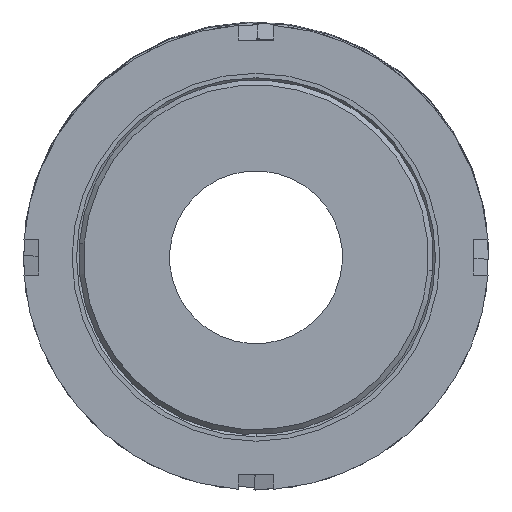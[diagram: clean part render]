
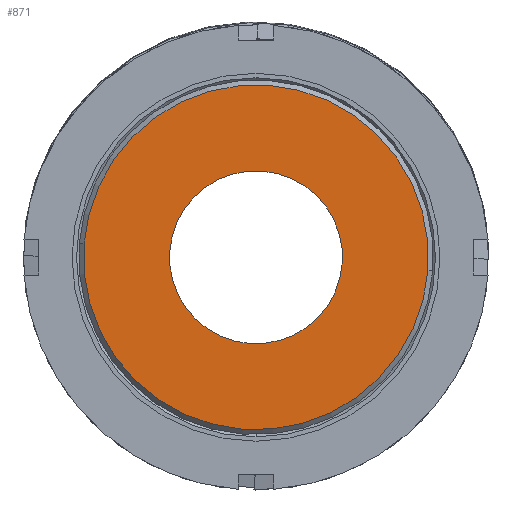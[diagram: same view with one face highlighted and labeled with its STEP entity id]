
A CAD part, front view. The second image highlights one B-rep face of the part: STEP entity #871.
In plain terms, the highlighted planar face has unit normal (0, -1, 0).
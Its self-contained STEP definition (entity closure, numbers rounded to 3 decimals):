
#19 = EDGE_CURVE ( 'NONE', #1970, #2752, #3183, .T. ) ;
#62 = DIRECTION ( 'NONE',  ( 0., 1., 0. ) ) ;
#71 = ORIENTED_EDGE ( 'NONE', *, *, #19, .T. ) ;
#111 = FACE_OUTER_BOUND ( 'NONE', #962, .T. ) ;
#164 = CIRCLE ( 'NONE', #1989, 38.9 ) ;
#215 = CIRCLE ( 'NONE', #2880, 19.5 ) ;
#282 = DIRECTION ( 'NONE',  ( 0., 1., 0. ) ) ;
#461 = DIRECTION ( 'NONE',  ( -1., 0., 0. ) ) ;
#645 = EDGE_CURVE ( 'NONE', #2752, #1970, #215, .T. ) ;
#825 = CARTESIAN_POINT ( 'NONE',  ( 38.9, -17.132, 0. ) ) ;
#871 = ADVANCED_FACE ( 'NONE', ( #111, #2865 ), #2710, .F. ) ;
#962 = EDGE_LOOP ( 'NONE', ( #1921, #2186 ) ) ;
#1025 = CARTESIAN_POINT ( 'NONE',  ( 19.5, -17.132, 0. ) ) ;
#1089 = ORIENTED_EDGE ( 'NONE', *, *, #645, .T. ) ;
#1495 = VERTEX_POINT ( 'NONE', #825 ) ;
#1558 = EDGE_CURVE ( 'NONE', #3534, #1495, #3099, .T. ) ;
#1573 = DIRECTION ( 'NONE',  ( -1., 0., 0. ) ) ;
#1575 = DIRECTION ( 'NONE',  ( -1., 0., 0. ) ) ;
#1713 = DIRECTION ( 'NONE',  ( -1., 0., 0. ) ) ;
#1916 = CARTESIAN_POINT ( 'NONE',  ( 0., -17.132, 0. ) ) ;
#1921 = ORIENTED_EDGE ( 'NONE', *, *, #1558, .F. ) ;
#1970 = VERTEX_POINT ( 'NONE', #1025 ) ;
#1989 = AXIS2_PLACEMENT_3D ( 'NONE', #3438, #3809, #2165 ) ;
#2036 = AXIS2_PLACEMENT_3D ( 'NONE', #3326, #3517, #461 ) ;
#2165 = DIRECTION ( 'NONE',  ( -1., 0., 0. ) ) ;
#2186 = ORIENTED_EDGE ( 'NONE', *, *, #2737, .F. ) ;
#2268 = AXIS2_PLACEMENT_3D ( 'NONE', #4000, #62, #1713 ) ;
#2425 = CARTESIAN_POINT ( 'NONE',  ( 0., -17.132, 0. ) ) ;
#2481 = CARTESIAN_POINT ( 'NONE',  ( -19.5, -17.132, 0. ) ) ;
#2520 = CARTESIAN_POINT ( 'NONE',  ( -38.9, -17.132, 0. ) ) ;
#2710 = PLANE ( 'NONE',  #2268 ) ;
#2737 = EDGE_CURVE ( 'NONE', #1495, #3534, #164, .T. ) ;
#2752 = VERTEX_POINT ( 'NONE', #2481 ) ;
#2865 = FACE_BOUND ( 'NONE', #3955, .T. ) ;
#2880 = AXIS2_PLACEMENT_3D ( 'NONE', #1916, #282, #1573 ) ;
#3099 = CIRCLE ( 'NONE', #4040, 38.9 ) ;
#3175 = DIRECTION ( 'NONE',  ( 0., 1., 0. ) ) ;
#3183 = CIRCLE ( 'NONE', #2036, 19.5 ) ;
#3326 = CARTESIAN_POINT ( 'NONE',  ( 0., -17.132, 0. ) ) ;
#3438 = CARTESIAN_POINT ( 'NONE',  ( 0., -17.132, 0. ) ) ;
#3517 = DIRECTION ( 'NONE',  ( 0., 1., 0. ) ) ;
#3534 = VERTEX_POINT ( 'NONE', #2520 ) ;
#3809 = DIRECTION ( 'NONE',  ( 0., 1., 0. ) ) ;
#3955 = EDGE_LOOP ( 'NONE', ( #1089, #71 ) ) ;
#4000 = CARTESIAN_POINT ( 'NONE',  ( 19.5, -17.132, 0. ) ) ;
#4040 = AXIS2_PLACEMENT_3D ( 'NONE', #2425, #3175, #1575 ) ;
